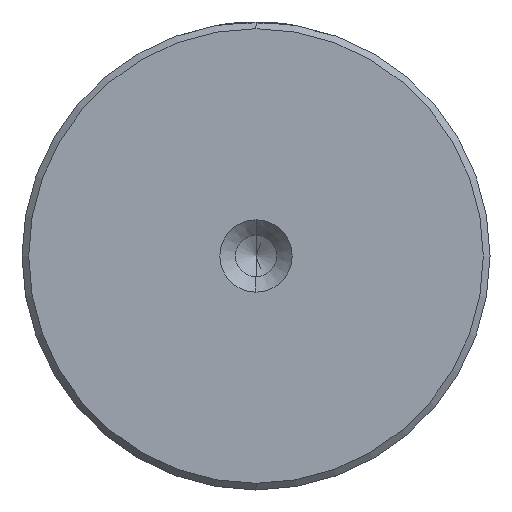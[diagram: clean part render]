
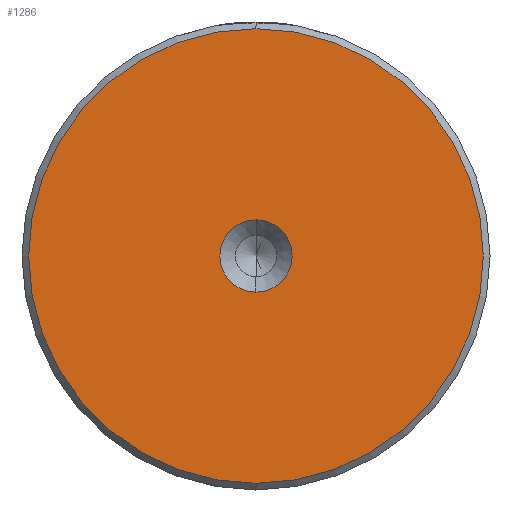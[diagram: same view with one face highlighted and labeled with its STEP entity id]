
A CAD part, left-side view. The second image highlights one B-rep face of the part: STEP entity #1286.
In plain terms, the highlighted planar face has unit normal (-1, 0, 0).
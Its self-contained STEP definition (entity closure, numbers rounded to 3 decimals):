
#58 = DIRECTION ( 'NONE',  ( -1., 0., 0. ) ) ;
#69 = EDGE_LOOP ( 'NONE', ( #1620, #804 ) ) ;
#95 = CIRCLE ( 'NONE', #1260, 17. ) ;
#238 = VERTEX_POINT ( 'NONE', #1177 ) ;
#255 = CARTESIAN_POINT ( 'NONE',  ( 0., 0., 0. ) ) ;
#318 = AXIS2_PLACEMENT_3D ( 'NONE', #747, #741, #734 ) ;
#322 = EDGE_CURVE ( 'NONE', #2176, #899, #1477, .T. ) ;
#434 = PLANE ( 'NONE',  #1102 ) ;
#444 = DIRECTION ( 'NONE',  ( 0., 0., 1. ) ) ;
#606 = CARTESIAN_POINT ( 'NONE',  ( 0., 0., 2.7 ) ) ;
#734 = DIRECTION ( 'NONE',  ( 0., 0., 1. ) ) ;
#741 = DIRECTION ( 'NONE',  ( -1., 0., 0. ) ) ;
#747 = CARTESIAN_POINT ( 'NONE',  ( 0., 0., 0. ) ) ;
#750 = EDGE_CURVE ( 'NONE', #1053, #238, #95, .T. ) ;
#804 = ORIENTED_EDGE ( 'NONE', *, *, #750, .T. ) ;
#822 = CARTESIAN_POINT ( 'NONE',  ( 0., 0., -2.7 ) ) ;
#823 = CARTESIAN_POINT ( 'NONE',  ( 0., 0., 0. ) ) ;
#885 = EDGE_CURVE ( 'NONE', #899, #2176, #1327, .T. ) ;
#899 = VERTEX_POINT ( 'NONE', #822 ) ;
#1051 = AXIS2_PLACEMENT_3D ( 'NONE', #255, #1592, #444 ) ;
#1053 = VERTEX_POINT ( 'NONE', #1188 ) ;
#1102 = AXIS2_PLACEMENT_3D ( 'NONE', #823, #58, #1398 ) ;
#1155 = ORIENTED_EDGE ( 'NONE', *, *, #322, .F. ) ;
#1177 = CARTESIAN_POINT ( 'NONE',  ( 0., 0., -17. ) ) ;
#1188 = CARTESIAN_POINT ( 'NONE',  ( 0., 0., 17. ) ) ;
#1240 = DIRECTION ( 'NONE',  ( 0., 0., 1. ) ) ;
#1260 = AXIS2_PLACEMENT_3D ( 'NONE', #2008, #1865, #1853 ) ;
#1286 = ADVANCED_FACE ( 'NONE', ( #2421, #1932 ), #434, .T. ) ;
#1327 = CIRCLE ( 'NONE', #1447, 2.7 ) ;
#1389 = DIRECTION ( 'NONE',  ( -1., 0., 0. ) ) ;
#1396 = CARTESIAN_POINT ( 'NONE',  ( 0., 0., 0. ) ) ;
#1398 = DIRECTION ( 'NONE',  ( 0., 0., 1. ) ) ;
#1447 = AXIS2_PLACEMENT_3D ( 'NONE', #1396, #1389, #1240 ) ;
#1477 = CIRCLE ( 'NONE', #318, 2.7 ) ;
#1512 = EDGE_CURVE ( 'NONE', #238, #1053, #2310, .T. ) ;
#1523 = ORIENTED_EDGE ( 'NONE', *, *, #885, .F. ) ;
#1592 = DIRECTION ( 'NONE',  ( -1., 0., 0. ) ) ;
#1620 = ORIENTED_EDGE ( 'NONE', *, *, #1512, .T. ) ;
#1853 = DIRECTION ( 'NONE',  ( 0., 0., 1. ) ) ;
#1865 = DIRECTION ( 'NONE',  ( -1., 0., 0. ) ) ;
#1932 = FACE_BOUND ( 'NONE', #2157, .T. ) ;
#2008 = CARTESIAN_POINT ( 'NONE',  ( 0., 0., 0. ) ) ;
#2157 = EDGE_LOOP ( 'NONE', ( #1155, #1523 ) ) ;
#2176 = VERTEX_POINT ( 'NONE', #606 ) ;
#2310 = CIRCLE ( 'NONE', #1051, 17. ) ;
#2421 = FACE_OUTER_BOUND ( 'NONE', #69, .T. ) ;
